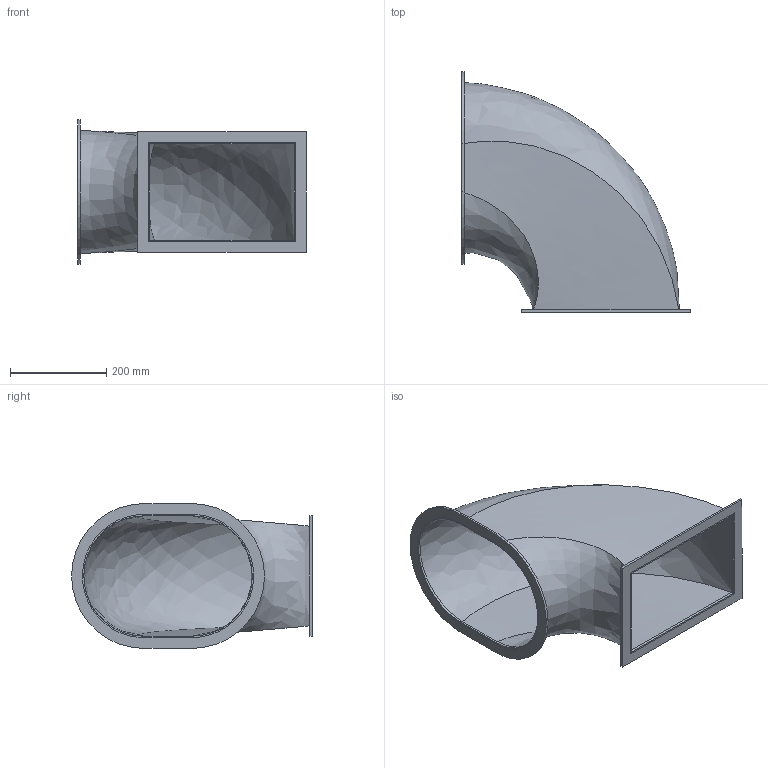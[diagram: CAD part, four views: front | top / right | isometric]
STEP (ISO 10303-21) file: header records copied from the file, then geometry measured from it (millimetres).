
FILE_DESCRIPTION(('FreeCAD Model'),'2;1');
FILE_NAME('Open CASCADE Shape Model','2024-08-10T18:46:34',(''),(''), 'Open CASCADE STEP processor 7.6','FreeCAD','Unknown');
FILE_SCHEMA(('AUTOMOTIVE_DESIGN { 1 0 10303 214 1 1 1 1 }'));
Length unit declared in the file: millimetre
Products named in the file (4): Duct_curved_rectangular_oval_complete_R01; Duct_; Flange_01_rectangular; Flange_02_circular
Assembly tree (3 placements, depth 2):
  Duct_curved_rectangular_oval_complete_R01
    Duct_
    Flange_01_rectangular
    Flange_02_circular
Bounding box: 475.4 x 500.4 x 300.8 mm (x, y, z)
Volume: 1666808.7 mm3; surface area: 1051262.8 mm2
Topology: 3 solids, 3 shells, 30 faces, 72 edges, 48 vertices
Faces by surface type: plane 18, bspline 8, cylinder 4
Entity records: 1993 total; most frequent: CARTESIAN_POINT 1250, ORIENTED_EDGE 144, DIRECTION 108, EDGE_CURVE 72, VERTEX_POINT 48, LINE 40, VECTOR 40, FACE_BOUND 36
